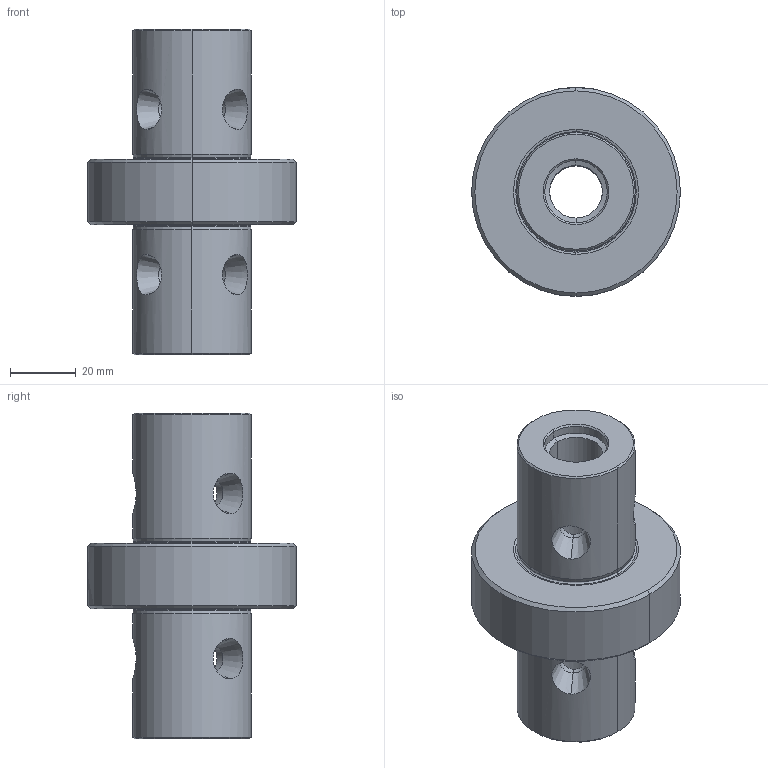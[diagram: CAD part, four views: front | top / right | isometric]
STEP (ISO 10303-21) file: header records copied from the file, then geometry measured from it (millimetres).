
FILE_DESCRIPTION(('no description'),'unknown implementation level');
FILE_NAME('718697A3-A4FE-41DC-98D5-2E7F9F3E9A3A_export.stp',' ',('CIMSOURCE GmbH'),('CADClick - KiM GmbH - www.kimweb.de'),'unknown preprocess','ACIS','unknown authorization');
FILE_SCHEMA(('automotive_design'));
Length unit declared in the file: millimetre
Products named in the file (1): Schnitt-Rotation2
Bounding box: 63.5 x 63.5 x 99 mm (x, y, z)
Volume: 118375.8 mm3; surface area: 24451.8 mm2
Topology: 1 solids, 1 shells, 84 faces, 198 edges, 111 vertices
Faces by surface type: cone 38, cylinder 30, torus 8, plane 8
Entity records: 5558 total; most frequent: CARTESIAN_POINT 1389, DIRECTION 426, STYLED_ITEM 392, PRESENTATION_STYLE_ASSIGNMENT 392, COLOUR_RGB 392, ORIENTED_EDGE 392, EDGE_CURVE 196, CURVE_STYLE 196
